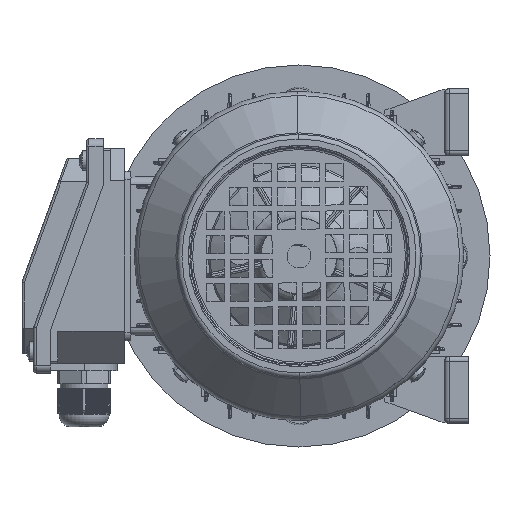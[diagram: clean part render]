
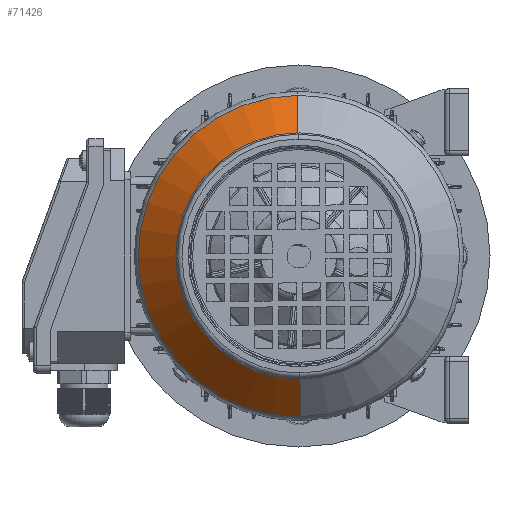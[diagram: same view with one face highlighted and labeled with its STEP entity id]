
A CAD part, left-side view. The second image highlights one B-rep face of the part: STEP entity #71426.
In plain terms, the highlighted conical face has half-angle 45 degrees and reference radius 51.586 mm.
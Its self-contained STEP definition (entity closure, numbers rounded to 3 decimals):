
#70987 = EDGE_CURVE ( 'NONE', #71411, #70997, #113231, .T. ) ;
#70997 = VERTEX_POINT ( 'NONE', #113330 ) ;
#71071 = ORIENTED_EDGE ( 'NONE', *, *, #71533, .F. ) ;
#71393 = ORIENTED_EDGE ( 'NONE', *, *, #71439, .T. ) ;
#71411 = VERTEX_POINT ( 'NONE', #115092 ) ;
#71426 = ADVANCED_FACE ( 'NONE', ( #115154 ), #115152, .T. ) ;
#71439 = EDGE_CURVE ( 'NONE', #71480, #71411, #115204, .T. ) ;
#71441 = ORIENTED_EDGE ( 'NONE', *, *, #70987, .T. ) ;
#71473 = EDGE_LOOP ( 'NONE', ( #71393, #71441, #71071, #71521 ) ) ;
#71480 = VERTEX_POINT ( 'NONE', #115460 ) ;
#71500 = EDGE_CURVE ( 'NONE', #71480, #71516, #115511, .T. ) ;
#71516 = VERTEX_POINT ( 'NONE', #115532 ) ;
#71521 = ORIENTED_EDGE ( 'NONE', *, *, #71500, .F. ) ;
#71533 = EDGE_CURVE ( 'NONE', #71516, #70997, #115599, .T. ) ;
#113224 = DIRECTION ( 'NONE',  ( -0.707, 0., -0.707 ) ) ;
#113226 = VECTOR ( 'NONE', #113224, 1000. ) ;
#113229 = CARTESIAN_POINT ( 'NONE',  ( 69.414, 0., -51.586 ) ) ;
#113231 = LINE ( 'NONE', #113229, #113226 ) ;
#113330 = CARTESIAN_POINT ( 'NONE',  ( 53.713, 0., -67.287 ) ) ;
#115092 = CARTESIAN_POINT ( 'NONE',  ( 69.414, 0., -51.586 ) ) ;
#115139 = DIRECTION ( 'NONE',  ( 0., 0., 1. ) ) ;
#115141 = DIRECTION ( 'NONE',  ( -1., 0., 0. ) ) ;
#115143 = CARTESIAN_POINT ( 'NONE',  ( 69.414, 0., 0. ) ) ;
#115145 = AXIS2_PLACEMENT_3D ( 'NONE', #115143, #115141, #115139 ) ;
#115152 = CONICAL_SURFACE ( 'NONE', #115145, 51.586, 0.785 ) ;
#115154 = FACE_OUTER_BOUND ( 'NONE', #71473, .T. ) ;
#115193 = DIRECTION ( 'NONE',  ( 0., 0., 1. ) ) ;
#115194 = DIRECTION ( 'NONE',  ( -1., 0., 0. ) ) ;
#115195 = CARTESIAN_POINT ( 'NONE',  ( 69.414, 0., 0. ) ) ;
#115197 = AXIS2_PLACEMENT_3D ( 'NONE', #115195, #115194, #115193 ) ;
#115204 = CIRCLE ( 'NONE', #115197, 51.586 ) ;
#115460 = CARTESIAN_POINT ( 'NONE',  ( 69.414, 0., 51.586 ) ) ;
#115506 = DIRECTION ( 'NONE',  ( -0.707, 0., 0.707 ) ) ;
#115508 = VECTOR ( 'NONE', #115506, 1000. ) ;
#115510 = CARTESIAN_POINT ( 'NONE',  ( 69.414, 0., 51.586 ) ) ;
#115511 = LINE ( 'NONE', #115510, #115508 ) ;
#115532 = CARTESIAN_POINT ( 'NONE',  ( 53.713, 0., 67.287 ) ) ;
#115590 = DIRECTION ( 'NONE',  ( 0., 0., 1. ) ) ;
#115592 = DIRECTION ( 'NONE',  ( -1., 0., 0. ) ) ;
#115595 = CARTESIAN_POINT ( 'NONE',  ( 53.713, 0., 0. ) ) ;
#115597 = AXIS2_PLACEMENT_3D ( 'NONE', #115595, #115592, #115590 ) ;
#115599 = CIRCLE ( 'NONE', #115597, 67.287 ) ;
